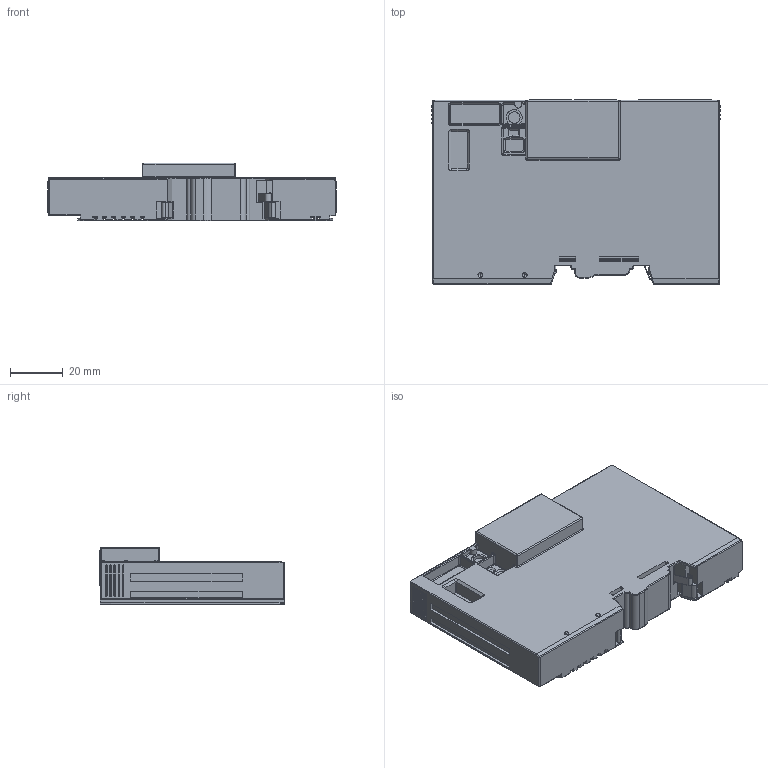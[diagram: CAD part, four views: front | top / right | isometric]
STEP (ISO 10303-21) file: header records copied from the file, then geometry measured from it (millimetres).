
FILE_DESCRIPTION((''),'2;1');
FILE_NAME('GL_XXXX','2020-01-16T',('seo'),(''),'CREO PARAMETRIC BY PTC INC, 2016130','CREO PARAMETRIC BY PTC INC, 2016130','');
FILE_SCHEMA(('CONFIG_CONTROL_DESIGN'));
Length unit declared in the file: millimetre
Products named in the file (1): GL_XXXX
Bounding box: 109.8 x 70.2 x 22 mm (x, y, z)
Volume: 120678.1 mm3; surface area: 27399.2 mm2
Topology: 2 solids, 6 shells, 1078 faces, 2747 edges, 1742 vertices
Faces by surface type: plane 702, cylinder 258, bspline 37, sphere 33, torus 30, cone 12, extrusion 6
Entity records: 33606 total; most frequent: CARTESIAN_POINT 7523, ORIENTED_EDGE 5494, DIRECTION 5210, EDGE_CURVE 2747, VECTOR 2158, LINE 2152, VERTEX_POINT 1742, AXIS2_PLACEMENT_3D 1526
